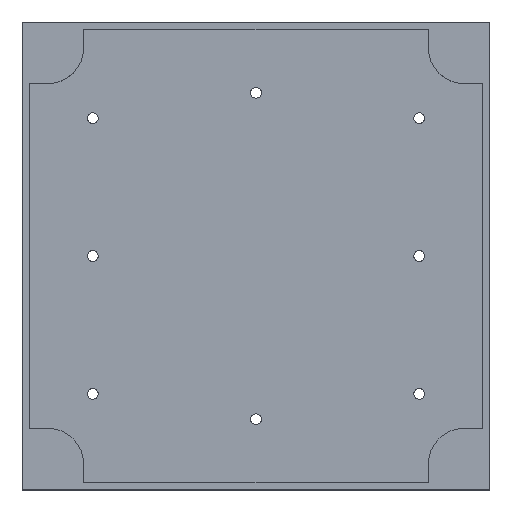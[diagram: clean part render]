
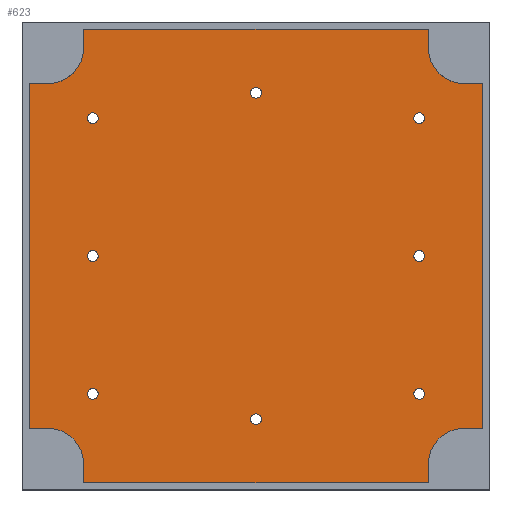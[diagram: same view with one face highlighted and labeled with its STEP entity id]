
A CAD part, top view. The second image highlights one B-rep face of the part: STEP entity #623.
In plain terms, the highlighted planar face has unit normal (0, 0, 1).
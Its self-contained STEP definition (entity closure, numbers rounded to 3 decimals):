
#16=FACE_BOUND('',#113,.T.);
#17=FACE_BOUND('',#114,.T.);
#18=FACE_BOUND('',#115,.T.);
#19=FACE_BOUND('',#116,.T.);
#20=FACE_BOUND('',#117,.T.);
#21=FACE_BOUND('',#118,.T.);
#22=FACE_BOUND('',#119,.T.);
#23=FACE_BOUND('',#120,.T.);
#49=PLANE('',#701);
#80=FACE_OUTER_BOUND('',#112,.T.);
#112=EDGE_LOOP('',(#546,#547,#548,#549,#550,#551,#552,#553,#554,#555,#556,
#557,#558,#559,#560,#561));
#113=EDGE_LOOP('',(#562));
#114=EDGE_LOOP('',(#563));
#115=EDGE_LOOP('',(#564));
#116=EDGE_LOOP('',(#565));
#117=EDGE_LOOP('',(#566));
#118=EDGE_LOOP('',(#567));
#119=EDGE_LOOP('',(#568));
#120=EDGE_LOOP('',(#569));
#138=LINE('',#927,#198);
#142=LINE('',#935,#202);
#145=LINE('',#941,#205);
#149=LINE('',#953,#209);
#152=LINE('',#959,#212);
#155=LINE('',#965,#215);
#159=LINE('',#977,#219);
#162=LINE('',#983,#222);
#165=LINE('',#989,#225);
#169=LINE('',#1001,#229);
#172=LINE('',#1007,#232);
#175=LINE('',#1013,#235);
#198=VECTOR('',#763,10.);
#202=VECTOR('',#769,10.);
#205=VECTOR('',#774,10.);
#209=VECTOR('',#786,10.);
#212=VECTOR('',#791,10.);
#215=VECTOR('',#796,10.);
#219=VECTOR('',#808,10.);
#222=VECTOR('',#813,10.);
#225=VECTOR('',#818,10.);
#229=VECTOR('',#830,10.);
#232=VECTOR('',#835,10.);
#235=VECTOR('',#840,10.);
#250=CIRCLE('',#649,1.5);
#252=CIRCLE('',#652,1.5);
#254=CIRCLE('',#655,1.5);
#256=CIRCLE('',#658,1.5);
#258=CIRCLE('',#661,1.5);
#260=CIRCLE('',#664,1.5);
#262=CIRCLE('',#667,1.5);
#264=CIRCLE('',#670,1.5);
#266=CIRCLE('',#676,10.);
#268=CIRCLE('',#682,10.);
#270=CIRCLE('',#688,10.);
#272=CIRCLE('',#694,10.);
#274=VERTEX_POINT('',#877);
#276=VERTEX_POINT('',#883);
#278=VERTEX_POINT('',#889);
#280=VERTEX_POINT('',#895);
#282=VERTEX_POINT('',#901);
#284=VERTEX_POINT('',#907);
#286=VERTEX_POINT('',#913);
#288=VERTEX_POINT('',#919);
#290=VERTEX_POINT('',#925);
#291=VERTEX_POINT('',#926);
#294=VERTEX_POINT('',#934);
#296=VERTEX_POINT('',#940);
#298=VERTEX_POINT('',#946);
#300=VERTEX_POINT('',#952);
#302=VERTEX_POINT('',#958);
#304=VERTEX_POINT('',#964);
#306=VERTEX_POINT('',#970);
#308=VERTEX_POINT('',#976);
#310=VERTEX_POINT('',#982);
#312=VERTEX_POINT('',#988);
#314=VERTEX_POINT('',#994);
#316=VERTEX_POINT('',#1000);
#318=VERTEX_POINT('',#1006);
#320=VERTEX_POINT('',#1012);
#330=EDGE_CURVE('',#274,#274,#250,.T.);
#333=EDGE_CURVE('',#276,#276,#252,.T.);
#336=EDGE_CURVE('',#278,#278,#254,.T.);
#339=EDGE_CURVE('',#280,#280,#256,.T.);
#342=EDGE_CURVE('',#282,#282,#258,.T.);
#345=EDGE_CURVE('',#284,#284,#260,.T.);
#348=EDGE_CURVE('',#286,#286,#262,.T.);
#351=EDGE_CURVE('',#288,#288,#264,.T.);
#354=EDGE_CURVE('',#290,#291,#138,.T.);
#358=EDGE_CURVE('',#291,#294,#142,.T.);
#361=EDGE_CURVE('',#294,#296,#145,.T.);
#364=EDGE_CURVE('',#296,#298,#266,.T.);
#367=EDGE_CURVE('',#298,#300,#149,.T.);
#370=EDGE_CURVE('',#300,#302,#152,.T.);
#373=EDGE_CURVE('',#302,#304,#155,.T.);
#376=EDGE_CURVE('',#304,#306,#268,.T.);
#379=EDGE_CURVE('',#306,#308,#159,.T.);
#382=EDGE_CURVE('',#308,#310,#162,.T.);
#385=EDGE_CURVE('',#310,#312,#165,.T.);
#388=EDGE_CURVE('',#312,#314,#270,.T.);
#391=EDGE_CURVE('',#314,#316,#169,.T.);
#394=EDGE_CURVE('',#316,#318,#172,.T.);
#397=EDGE_CURVE('',#318,#320,#175,.T.);
#400=EDGE_CURVE('',#320,#290,#272,.T.);
#546=ORIENTED_EDGE('',*,*,#354,.T.);
#547=ORIENTED_EDGE('',*,*,#358,.T.);
#548=ORIENTED_EDGE('',*,*,#361,.T.);
#549=ORIENTED_EDGE('',*,*,#364,.T.);
#550=ORIENTED_EDGE('',*,*,#367,.T.);
#551=ORIENTED_EDGE('',*,*,#370,.T.);
#552=ORIENTED_EDGE('',*,*,#373,.T.);
#553=ORIENTED_EDGE('',*,*,#376,.T.);
#554=ORIENTED_EDGE('',*,*,#379,.T.);
#555=ORIENTED_EDGE('',*,*,#382,.T.);
#556=ORIENTED_EDGE('',*,*,#385,.T.);
#557=ORIENTED_EDGE('',*,*,#388,.T.);
#558=ORIENTED_EDGE('',*,*,#391,.T.);
#559=ORIENTED_EDGE('',*,*,#394,.T.);
#560=ORIENTED_EDGE('',*,*,#397,.T.);
#561=ORIENTED_EDGE('',*,*,#400,.T.);
#562=ORIENTED_EDGE('',*,*,#330,.T.);
#563=ORIENTED_EDGE('',*,*,#333,.T.);
#564=ORIENTED_EDGE('',*,*,#336,.T.);
#565=ORIENTED_EDGE('',*,*,#339,.T.);
#566=ORIENTED_EDGE('',*,*,#342,.T.);
#567=ORIENTED_EDGE('',*,*,#345,.T.);
#568=ORIENTED_EDGE('',*,*,#348,.T.);
#569=ORIENTED_EDGE('',*,*,#351,.T.);
#623=ADVANCED_FACE('',(#80,#16,#17,#18,#19,#20,#21,#22,#23),#49,.T.);
#649=AXIS2_PLACEMENT_3D('',#878,#707,#708);
#652=AXIS2_PLACEMENT_3D('',#884,#714,#715);
#655=AXIS2_PLACEMENT_3D('',#890,#721,#722);
#658=AXIS2_PLACEMENT_3D('',#896,#728,#729);
#661=AXIS2_PLACEMENT_3D('',#902,#735,#736);
#664=AXIS2_PLACEMENT_3D('',#908,#742,#743);
#667=AXIS2_PLACEMENT_3D('',#914,#749,#750);
#670=AXIS2_PLACEMENT_3D('',#920,#756,#757);
#676=AXIS2_PLACEMENT_3D('',#947,#779,#780);
#682=AXIS2_PLACEMENT_3D('',#971,#801,#802);
#688=AXIS2_PLACEMENT_3D('',#995,#823,#824);
#694=AXIS2_PLACEMENT_3D('',#1018,#845,#846);
#701=AXIS2_PLACEMENT_3D('',#1045,#871,#872);
#707=DIRECTION('center_axis',(0.,0.,-1.));
#708=DIRECTION('ref_axis',(1.,0.,0.));
#714=DIRECTION('center_axis',(0.,0.,-1.));
#715=DIRECTION('ref_axis',(1.,0.,0.));
#721=DIRECTION('center_axis',(0.,0.,-1.));
#722=DIRECTION('ref_axis',(1.,0.,0.));
#728=DIRECTION('center_axis',(0.,0.,-1.));
#729=DIRECTION('ref_axis',(1.,0.,0.));
#735=DIRECTION('center_axis',(0.,0.,-1.));
#736=DIRECTION('ref_axis',(1.,0.,0.));
#742=DIRECTION('center_axis',(0.,0.,-1.));
#743=DIRECTION('ref_axis',(1.,0.,0.));
#749=DIRECTION('center_axis',(0.,0.,-1.));
#750=DIRECTION('ref_axis',(1.,0.,0.));
#756=DIRECTION('center_axis',(0.,0.,-1.));
#757=DIRECTION('ref_axis',(1.,0.,0.));
#763=DIRECTION('',(1.,0.,0.));
#769=DIRECTION('',(0.,1.,0.));
#774=DIRECTION('',(-1.,0.,0.));
#779=DIRECTION('center_axis',(0.,0.,-1.));
#780=DIRECTION('ref_axis',(-1.,0.,0.));
#786=DIRECTION('',(0.,1.,0.));
#791=DIRECTION('',(-1.,0.,0.));
#796=DIRECTION('',(0.,-1.,0.));
#801=DIRECTION('center_axis',(0.,0.,-1.));
#802=DIRECTION('ref_axis',(0.,-1.,0.));
#808=DIRECTION('',(-1.,0.,0.));
#813=DIRECTION('',(0.,-1.,0.));
#818=DIRECTION('',(1.,0.,0.));
#823=DIRECTION('center_axis',(0.,0.,-1.));
#824=DIRECTION('ref_axis',(1.,0.,0.));
#830=DIRECTION('',(0.,-1.,0.));
#835=DIRECTION('',(1.,0.,0.));
#840=DIRECTION('',(0.,1.,0.));
#845=DIRECTION('center_axis',(0.,0.,-1.));
#846=DIRECTION('ref_axis',(0.,1.,0.));
#871=DIRECTION('center_axis',(0.,0.,1.));
#872=DIRECTION('ref_axis',(1.,0.,0.));
#877=CARTESIAN_POINT('',(-1.5,45.,2.));
#878=CARTESIAN_POINT('Origin',(0.,45.,2.));
#883=CARTESIAN_POINT('',(-46.5,-38.,2.));
#884=CARTESIAN_POINT('Origin',(-45.,-38.,2.));
#889=CARTESIAN_POINT('',(43.5,0.,2.));
#890=CARTESIAN_POINT('Origin',(45.,0.,2.));
#895=CARTESIAN_POINT('',(-46.5,38.,2.));
#896=CARTESIAN_POINT('Origin',(-45.,38.,2.));
#901=CARTESIAN_POINT('',(43.5,38.,2.));
#902=CARTESIAN_POINT('Origin',(45.,38.,2.));
#907=CARTESIAN_POINT('',(43.5,-38.,2.));
#908=CARTESIAN_POINT('Origin',(45.,-38.,2.));
#913=CARTESIAN_POINT('',(-46.5,0.,2.));
#914=CARTESIAN_POINT('Origin',(-45.,0.,2.));
#919=CARTESIAN_POINT('',(-1.5,-45.,2.));
#920=CARTESIAN_POINT('Origin',(0.,-45.,2.));
#925=CARTESIAN_POINT('',(57.5,-47.5,2.));
#926=CARTESIAN_POINT('',(62.5,-47.5,2.));
#927=CARTESIAN_POINT('',(31.25,-47.5,2.));
#934=CARTESIAN_POINT('',(62.5,47.5,2.));
#935=CARTESIAN_POINT('',(62.5,23.75,2.));
#940=CARTESIAN_POINT('',(57.5,47.5,2.));
#941=CARTESIAN_POINT('',(28.75,47.5,2.));
#946=CARTESIAN_POINT('',(47.5,57.5,2.));
#947=CARTESIAN_POINT('Origin',(57.5,57.5,2.));
#952=CARTESIAN_POINT('',(47.5,62.5,2.));
#953=CARTESIAN_POINT('',(47.5,31.25,2.));
#958=CARTESIAN_POINT('',(-47.5,62.5,2.));
#959=CARTESIAN_POINT('',(-23.75,62.5,2.));
#964=CARTESIAN_POINT('',(-47.5,57.5,2.));
#965=CARTESIAN_POINT('',(-47.5,28.75,2.));
#970=CARTESIAN_POINT('',(-57.5,47.5,2.));
#971=CARTESIAN_POINT('Origin',(-57.5,57.5,2.));
#976=CARTESIAN_POINT('',(-62.5,47.5,2.));
#977=CARTESIAN_POINT('',(-31.25,47.5,2.));
#982=CARTESIAN_POINT('',(-62.5,-47.5,2.));
#983=CARTESIAN_POINT('',(-62.5,-23.75,2.));
#988=CARTESIAN_POINT('',(-57.5,-47.5,2.));
#989=CARTESIAN_POINT('',(-28.75,-47.5,2.));
#994=CARTESIAN_POINT('',(-47.5,-57.5,2.));
#995=CARTESIAN_POINT('Origin',(-57.5,-57.5,2.));
#1000=CARTESIAN_POINT('',(-47.5,-62.5,2.));
#1001=CARTESIAN_POINT('',(-47.5,-31.25,2.));
#1006=CARTESIAN_POINT('',(47.5,-62.5,2.));
#1007=CARTESIAN_POINT('',(23.75,-62.5,2.));
#1012=CARTESIAN_POINT('',(47.5,-57.5,2.));
#1013=CARTESIAN_POINT('',(47.5,-28.75,2.));
#1018=CARTESIAN_POINT('Origin',(57.5,-57.5,2.));
#1045=CARTESIAN_POINT('Origin',(0.,0.,2.));
